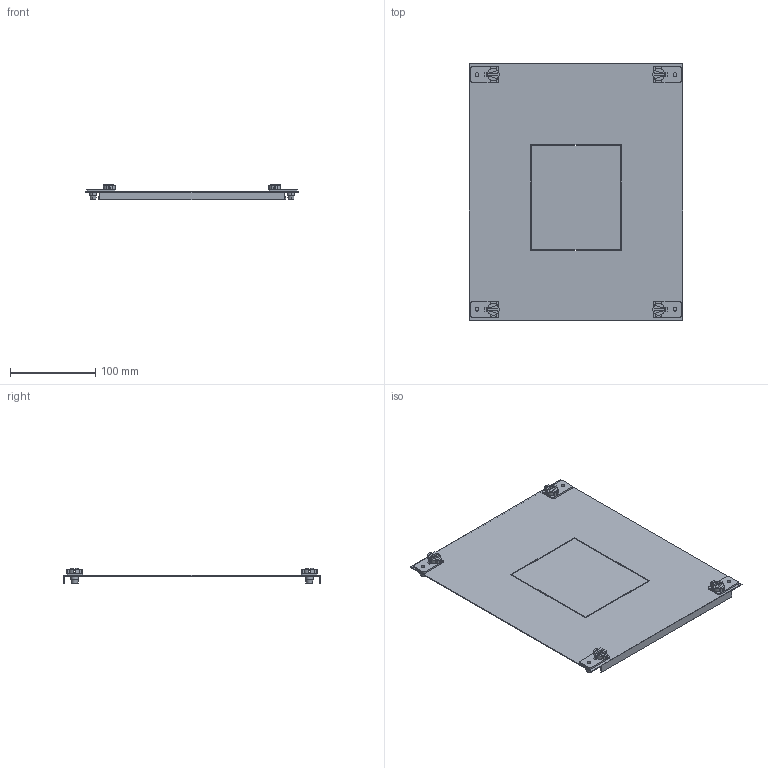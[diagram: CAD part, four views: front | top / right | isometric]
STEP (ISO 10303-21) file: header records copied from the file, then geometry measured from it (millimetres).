
FILE_DESCRIPTION((''),'2;1');
FILE_NAME('001101488_CP_1_2_H00_ASM','2023-02-02T13:15:45',('klemen.sitar'),('Audax d.o.o.'),'CREO PARAMETRIC BY PTC INC, 2021304','CREO PARAMETRIC BY PTC INC, 2021304','');
FILE_SCHEMA(('AP242_MANAGED_MODEL_BASED_3D_ENGINEERING_MIM_LF { 1 0 10303 442 1 1 4 }'));
Length unit declared in the file: millimetre
Products named in the file (15): PRT0002_1_1_1_1_1_1_2_1_1_1_1; PRT0003_1_1_1_1_1_1_2_1_1_1_1; BLACK_PIN_ASM_1_ASM_1_ASM_1_A_1_ASM; PRT0002_1_1_1_1_1_1_2_3_1_1_1_1; PRT0003_1_1_1_1_1_1_2_3_1_1_1_1; BLACK_PIN_ASM_1_ASM_1_ASM_1_A_4_ASM; PRT0002_1_1_1_1_1_1_2_1_1_1_1_2; PRT0003_1_1_1_1_1_1_2_1_1_1_1_2; BLACK_PIN_ASM_1_ASM_1_ASM_1_A_6_ASM; PRT0002_1_1_1_1_1_1_2_3_1_1_1_3; PRT0003_1_1_1_1_1_1_2_3_1_1_1_3; BLACK_PIN_ASM_1_ASM_1_ASM_1_A_7_ASM; PRT0002_1_1_1_1_1_1_1_1_1_1_1; PRT0002_1_1_1_1_1_1_1_1_1_1_2; 001101488_CP_1_2_H00_ASM
Assembly tree (14 placements, depth 3):
  001101488_CP_1_2_H00_ASM
    BLACK_PIN_ASM_1_ASM_1_ASM_1_A_1_ASM
      PRT0002_1_1_1_1_1_1_2_1_1_1_1
      PRT0003_1_1_1_1_1_1_2_1_1_1_1
    BLACK_PIN_ASM_1_ASM_1_ASM_1_A_4_ASM
      PRT0002_1_1_1_1_1_1_2_3_1_1_1_1
      PRT0003_1_1_1_1_1_1_2_3_1_1_1_1
    BLACK_PIN_ASM_1_ASM_1_ASM_1_A_6_ASM
      PRT0002_1_1_1_1_1_1_2_1_1_1_1_2
      PRT0003_1_1_1_1_1_1_2_1_1_1_1_2
    BLACK_PIN_ASM_1_ASM_1_ASM_1_A_7_ASM
      PRT0002_1_1_1_1_1_1_2_3_1_1_1_3
      PRT0003_1_1_1_1_1_1_2_3_1_1_1_3
    PRT0002_1_1_1_1_1_1_1_1_1_1_1
    PRT0002_1_1_1_1_1_1_1_1_1_1_2
Bounding box: 250 x 300 x 18.6 mm (x, y, z)
Volume: 89536 mm3; surface area: 170076.8 mm2
Topology: 10 solids, 10 shells, 360 faces, 1072 edges, 768 vertices
Faces by surface type: plane 232, cylinder 120, cone 8
Entity records: 22977 total; most frequent: PRESENTATION_LAYER_ASSIGNMENT 4765, CARTESIAN_POINT 2855, DIRECTION 2136, ORIENTED_EDGE 2080, PRESENTATION_STYLE_ASSIGNMENT 1146, STYLED_ITEM 1146, CURVE_STYLE 1088, EDGE_CURVE 1040
